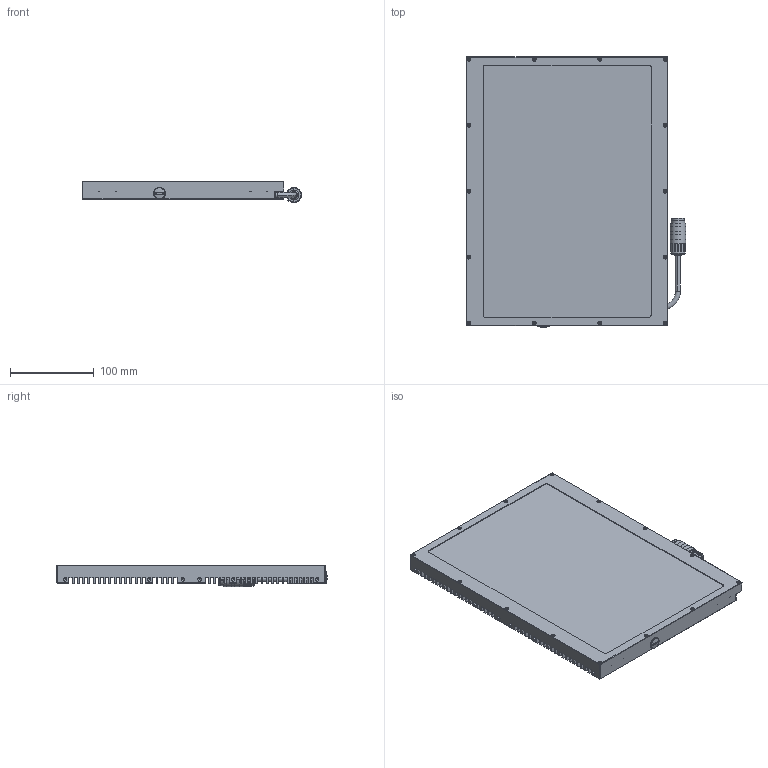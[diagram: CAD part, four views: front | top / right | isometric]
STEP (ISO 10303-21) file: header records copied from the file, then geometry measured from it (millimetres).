
FILE_DESCRIPTION (( 'STEP AP214' ), '1' );
FILE_NAME ('6GF35008DF302DA0_001_STEP.STEP', '2021-01-13T08:39:43', ( '' ), ( '' ), 'SwSTEP 2.0', 'SolidWorks 2019', '' );
FILE_SCHEMA (( 'AUTOMOTIVE_DESIGN' ));
Length unit declared in the file: millimetre
Products named in the file (4): LG3020-V02_1; LG3020-V02_MO_4_Normal; 6GF35008DF302DA0_001_STEP; LG3020-V02_MO_2
Assembly tree (3 placements, depth 2):
  6GF35008DF302DA0_001_STEP
    LG3020-V02_MO_2
    LG3020-V02_1
    LG3020-V02_MO_4_Normal
Bounding box: 261.3 x 321.97 x 25.8 mm (x, y, z)
Volume: 1354527.6 mm3; surface area: 305031.2 mm2
Topology: 3 solids, 3 shells, 741 faces, 2039 edges, 1317 vertices
Faces by surface type: plane 428, cylinder 185, cone 106, bspline 20, torus 2
Entity records: 28707 total; most frequent: CARTESIAN_POINT 10446, ORIENTED_EDGE 3914, DIRECTION 3128, EDGE_CURVE 1957, VERTEX_POINT 1317, VECTOR 1044, LINE 1044, AXIS2_PLACEMENT_3D 1042
